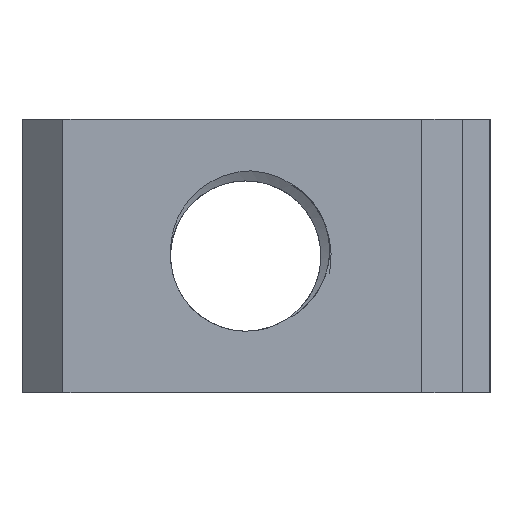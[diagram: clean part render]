
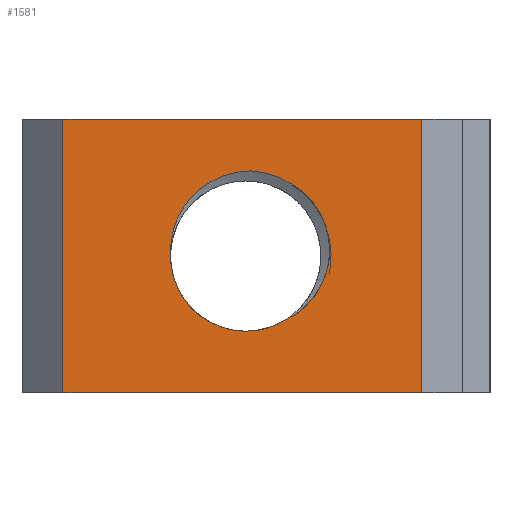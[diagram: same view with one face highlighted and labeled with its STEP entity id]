
A CAD part, left-side view. The second image highlights one B-rep face of the part: STEP entity #1581.
In plain terms, the highlighted face is planar.
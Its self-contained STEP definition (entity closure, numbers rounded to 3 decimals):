
#40 = ORIENTED_EDGE ( 'NONE', *, *, #2620, .T. ) ;
#64 = CARTESIAN_POINT ( 'NONE',  ( 28.749, 0.819, 37.5 ) ) ;
#66 = CARTESIAN_POINT ( 'NONE',  ( 32.678, -15.146, 37.5 ) ) ;
#81 = CARTESIAN_POINT ( 'NONE',  ( 26.629, 4.148, 37.5 ) ) ;
#120 = VECTOR ( 'NONE', #1022, 1000. ) ;
#155 = CARTESIAN_POINT ( 'NONE',  ( 32.678, -13.025, 37.5 ) ) ;
#164 = CARTESIAN_POINT ( 'NONE',  ( 23.445, 5.346, 37.5 ) ) ;
#271 = DIRECTION ( 'NONE',  ( 0., 0., -1. ) ) ;
#286 = ORIENTED_EDGE ( 'NONE', *, *, #628, .T. ) ;
#316 = EDGE_CURVE ( 'NONE', #2753, #1237, #2652, .T. ) ;
#395 = CARTESIAN_POINT ( 'NONE',  ( 28.588, 1.37, 37.5 ) ) ;
#414 = CARTESIAN_POINT ( 'NONE',  ( 32.678, -13.025, 37.5 ) ) ;
#514 = FACE_BOUND ( 'NONE', #1478, .T. ) ;
#527 = ORIENTED_EDGE ( 'NONE', *, *, #767, .T. ) ;
#562 = FACE_OUTER_BOUND ( 'NONE', #3295, .T. ) ;
#584 = VERTEX_POINT ( 'NONE', #2592 ) ;
#628 = EDGE_CURVE ( 'NONE', #1584, #2753, #2492, .T. ) ;
#699 = VERTEX_POINT ( 'NONE', #1696 ) ;
#702 = CARTESIAN_POINT ( 'NONE',  ( 12.678, -18.025, 37.5 ) ) ;
#744 = EDGE_CURVE ( 'NONE', #934, #1237, #1760, .T. ) ;
#767 = EDGE_CURVE ( 'NONE', #699, #1294, #1517, .T. ) ;
#782 = CARTESIAN_POINT ( 'NONE',  ( 25.995, 4.576, 37.5 ) ) ;
#907 = LINE ( 'NONE', #66, #3726 ) ;
#934 = VERTEX_POINT ( 'NONE', #1102 ) ;
#979 = DIRECTION ( 'NONE',  ( 0., 1., 0. ) ) ;
#990 = DIRECTION ( 'NONE',  ( 0., 1., 0. ) ) ;
#1022 = DIRECTION ( 'NONE',  ( -1., 0., 0. ) ) ;
#1035 = CARTESIAN_POINT ( 'NONE',  ( 28.301, 2.084, 37.5 ) ) ;
#1058 = CARTESIAN_POINT ( 'NONE',  ( 22.674, -0.146, 37.5 ) ) ;
#1064 = AXIS2_PLACEMENT_3D ( 'NONE', #1058, #1671, #2968 ) ;
#1102 = CARTESIAN_POINT ( 'NONE',  ( 28.914, -0.506, 37.5 ) ) ;
#1117 = CARTESIAN_POINT ( 'NONE',  ( 23.065, 5.34, 37.5 ) ) ;
#1132 = CARTESIAN_POINT ( 'NONE',  ( 17.977, -3.007, 37.5 ) ) ;
#1170 = LINE ( 'NONE', #702, #2830 ) ;
#1171 = DIRECTION ( 'NONE',  ( 1., 0., 0. ) ) ;
#1190 = ORIENTED_EDGE ( 'NONE', *, *, #1587, .T. ) ;
#1207 = CARTESIAN_POINT ( 'NONE',  ( 28.914, -0.506, 37.5 ) ) ;
#1237 = VERTEX_POINT ( 'NONE', #3227 ) ;
#1246 = EDGE_CURVE ( 'NONE', #584, #1294, #1170, .T. ) ;
#1265 = CARTESIAN_POINT ( 'NONE',  ( 28.241, -3.034, 37.5 ) ) ;
#1294 = VERTEX_POINT ( 'NONE', #3875 ) ;
#1357 = CARTESIAN_POINT ( 'NONE',  ( 27.701, 3.057, 37.5 ) ) ;
#1370 = VECTOR ( 'NONE', #1171, 1000. ) ;
#1403 = CARTESIAN_POINT ( 'NONE',  ( 17.174, -0.146, 37.5 ) ) ;
#1420 = CARTESIAN_POINT ( 'NONE',  ( 24.584, 5.165, 37.5 ) ) ;
#1458 = DIRECTION ( 'NONE',  ( 1., 0., 0. ) ) ;
#1478 = EDGE_LOOP ( 'NONE', ( #1885, #2417, #286, #3647, #2367 ) ) ;
#1517 = LINE ( 'NONE', #2702, #120 ) ;
#1581 = ADVANCED_FACE ( 'NONE', ( #514, #562 ), #3037, .F. ) ;
#1583 = CARTESIAN_POINT ( 'NONE',  ( 28.883, -1.031, 37.5 ) ) ;
#1584 = VERTEX_POINT ( 'NONE', #1132 ) ;
#1587 = EDGE_CURVE ( 'NONE', #584, #2409, #1932, .T. ) ;
#1638 = ORIENTED_EDGE ( 'NONE', *, *, #1246, .F. ) ;
#1671 = DIRECTION ( 'NONE',  ( 0., 0., -1. ) ) ;
#1696 = CARTESIAN_POINT ( 'NONE',  ( 32.678, 13.232, 37.5 ) ) ;
#1760 = B_SPLINE_CURVE_WITH_KNOTS ( 'NONE', 3,
 ( #3260, #3929, #2000, #64, #2332, #395, #2960, #1035, #3272, #1357, #3597, #2015, #81, #782, #3670, #2081, #1420, #2095, #164, #1117 ),
 .UNSPECIFIED., .F., .F.,
 ( 4, 2, 2, 2, 2, 2, 2, 2, 2, 4 ),
 ( 0., 0.001, 0.002, 0.002, 0.003, 0.005, 0.006, 0.007, 0.008, 0.009 ),
 .UNSPECIFIED. ) ;
#1843 = VERTEX_POINT ( 'NONE', #3483 ) ;
#1867 = CIRCLE ( 'NONE', #2869, 5.628 ) ;
#1885 = ORIENTED_EDGE ( 'NONE', *, *, #3919, .F. ) ;
#1903 = DIRECTION ( 'NONE',  ( 1., 0., 0. ) ) ;
#1932 = LINE ( 'NONE', #155, #1370 ) ;
#2000 = CARTESIAN_POINT ( 'NONE',  ( 28.865, 0.26, 37.5 ) ) ;
#2015 = CARTESIAN_POINT ( 'NONE',  ( 26.921, 3.905, 37.5 ) ) ;
#2081 = CARTESIAN_POINT ( 'NONE',  ( 24.949, 5.054, 37.5 ) ) ;
#2095 = CARTESIAN_POINT ( 'NONE',  ( 23.828, 5.313, 37.5 ) ) ;
#2332 = CARTESIAN_POINT ( 'NONE',  ( 28.701, 1.004, 37.5 ) ) ;
#2367 = ORIENTED_EDGE ( 'NONE', *, *, #744, .F. ) ;
#2409 = VERTEX_POINT ( 'NONE', #414 ) ;
#2417 = ORIENTED_EDGE ( 'NONE', *, *, #3379, .F. ) ;
#2492 = CIRCLE ( 'NONE', #1064, 5.5 ) ;
#2592 = CARTESIAN_POINT ( 'NONE',  ( 12.678, -13.025, 37.5 ) ) ;
#2620 = EDGE_CURVE ( 'NONE', #2409, #699, #907, .T. ) ;
#2652 = CIRCLE ( 'NONE', #3644, 5.5 ) ;
#2702 = CARTESIAN_POINT ( 'NONE',  ( 12.678, 13.232, 37.5 ) ) ;
#2753 = VERTEX_POINT ( 'NONE', #1403 ) ;
#2830 = VECTOR ( 'NONE', #990, 1000. ) ;
#2869 = AXIS2_PLACEMENT_3D ( 'NONE', #3366, #3697, #1458 ) ;
#2960 = CARTESIAN_POINT ( 'NONE',  ( 28.522, 1.552, 37.5 ) ) ;
#2968 = DIRECTION ( 'NONE',  ( 1., 0., 0. ) ) ;
#3037 = PLANE ( 'NONE',  #3180 ) ;
#3092 = CARTESIAN_POINT ( 'NONE',  ( 12.678, -15.146, 37.5 ) ) ;
#3149 = CARTESIAN_POINT ( 'NONE',  ( 28.466, -2.552, 37.5 ) ) ;
#3180 = AXIS2_PLACEMENT_3D ( 'NONE', #3092, #4035, #4022 ) ;
#3227 = CARTESIAN_POINT ( 'NONE',  ( 23.065, 5.34, 37.5 ) ) ;
#3260 = CARTESIAN_POINT ( 'NONE',  ( 28.914, -0.506, 37.5 ) ) ;
#3272 = CARTESIAN_POINT ( 'NONE',  ( 28.121, 2.42, 37.5 ) ) ;
#3295 = EDGE_LOOP ( 'NONE', ( #40, #527, #1638, #1190 ) ) ;
#3366 = CARTESIAN_POINT ( 'NONE',  ( 23.091, -0.658, 37.5 ) ) ;
#3379 = EDGE_CURVE ( 'NONE', #1584, #1843, #1867, .T. ) ;
#3483 = CARTESIAN_POINT ( 'NONE',  ( 27.963, -3.476, 37.5 ) ) ;
#3510 = CARTESIAN_POINT ( 'NONE',  ( 28.787, -1.551, 37.5 ) ) ;
#3597 = CARTESIAN_POINT ( 'NONE',  ( 27.457, 3.36, 37.5 ) ) ;
#3644 = AXIS2_PLACEMENT_3D ( 'NONE', #3793, #271, #1903 ) ;
#3647 = ORIENTED_EDGE ( 'NONE', *, *, #316, .T. ) ;
#3670 = CARTESIAN_POINT ( 'NONE',  ( 25.653, 4.761, 37.5 ) ) ;
#3697 = DIRECTION ( 'NONE',  ( 0., 0., 1. ) ) ;
#3726 = VECTOR ( 'NONE', #979, 1000. ) ;
#3737 = CARTESIAN_POINT ( 'NONE',  ( 27.963, -3.476, 37.5 ) ) ;
#3793 = CARTESIAN_POINT ( 'NONE',  ( 22.674, -0.146, 37.5 ) ) ;
#3875 = CARTESIAN_POINT ( 'NONE',  ( 12.678, 13.232, 37.5 ) ) ;
#3919 = EDGE_CURVE ( 'NONE', #1843, #934, #4051, .T. ) ;
#3929 = CARTESIAN_POINT ( 'NONE',  ( 28.907, -0.12, 37.5 ) ) ;
#4022 = DIRECTION ( 'NONE',  ( 1., 0., 0. ) ) ;
#4035 = DIRECTION ( 'NONE',  ( 0., 0., -1. ) ) ;
#4051 = B_SPLINE_CURVE_WITH_KNOTS ( 'NONE', 3,
 ( #3737, #1265, #3149, #3510, #1583, #1207 ),
 .UNSPECIFIED., .F., .F.,
 ( 4, 2, 4 ),
 ( 0.002, 0.003, 0.005 ),
 .UNSPECIFIED. ) ;
